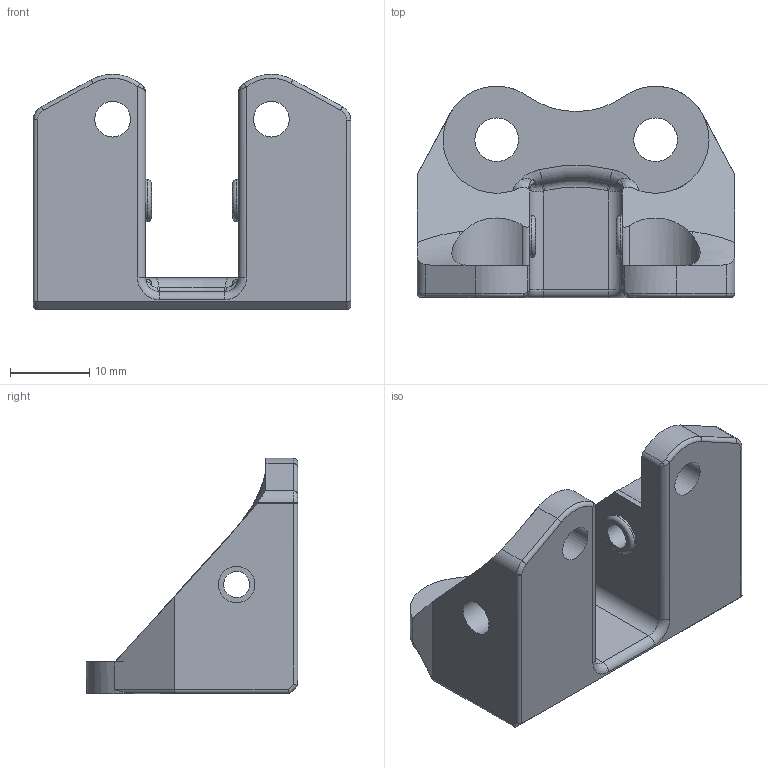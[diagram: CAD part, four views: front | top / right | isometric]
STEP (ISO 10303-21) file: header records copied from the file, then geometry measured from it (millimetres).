
FILE_DESCRIPTION(/* description */ (''),/* implementation_level */ '2;1');
FILE_NAME(/* name */ 'HEAVY DUTY 20 TOOTH BOTTOM v5.step',/* time_stamp */ '2024-07-28T10:45:56-04:00',/* author */ (''),/* organization */ (''),/* preprocessor_version */ 'ST-DEVELOPER v20',/* originating_system */ 'Autodesk Translation Framework v13.14.0.145',/* authorisation */ '');
FILE_SCHEMA (('AUTOMOTIVE_DESIGN { 1 0 10303 214 3 1 1 }'));
Length unit declared in the file: millimetre
Products named in the file (5): HEAVY DUTY 20 TOOTH BOTTOM; Top/Bottom_Parts; BottomsV3.5; Toothed_Bottoms; LeftBottom 
Assembly tree (4 placements, depth 5):
  HEAVY DUTY 20 TOOTH BOTTOM
    Top/Bottom_Parts
      BottomsV3.5
        Toothed_Bottoms
          LeftBottom 
Bounding box: 40 x 26.64 x 29.65 mm (x, y, z)
Volume: 9908.3 mm3; surface area: 5130.3 mm2
Topology: 1 solids, 1 shells, 95 faces, 238 edges, 147 vertices
Faces by surface type: cylinder 43, plane 21, bspline 21, torus 10
Full cylindrical faces by diameter (mm): 3.3 x2, 4.5 x2, 4.6 x1, 5.3 x2, 5.5 x2, 5.7 x1
Entity records: 3579 total; most frequent: CARTESIAN_POINT 1261, ORIENTED_EDGE 472, DIRECTION 455, EDGE_CURVE 236, AXIS2_PLACEMENT_3D 186, VERTEX_POINT 147, EDGE_LOOP 111, FACE_OUTER_BOUND 95
